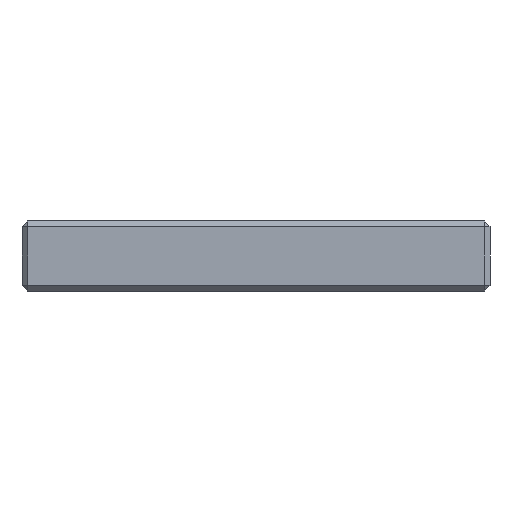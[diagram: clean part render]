
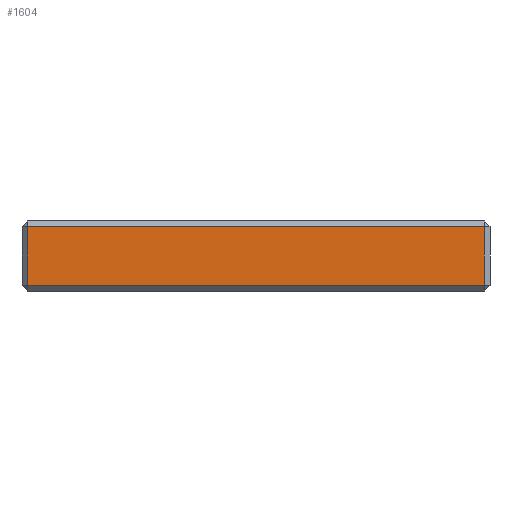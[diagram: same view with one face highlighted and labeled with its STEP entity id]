
A CAD part, front view. The second image highlights one B-rep face of the part: STEP entity #1604.
In plain terms, the highlighted planar face has unit normal (0, -1, 0).
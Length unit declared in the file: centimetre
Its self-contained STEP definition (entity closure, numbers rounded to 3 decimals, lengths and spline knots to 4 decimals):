
#361=VERTEX_POINT('',#2461);
#370=VERTEX_POINT('',#2482);
#375=VERTEX_POINT('',#2492);
#380=VERTEX_POINT('',#2504);
#538=VECTOR('',#1984,1.);
#541=VECTOR('',#1988,1.);
#546=VECTOR('',#1996,1.);
#552=VECTOR('',#2005,1.);
#586=LINE('',#2512,#538);
#589=LINE('',#2516,#541);
#594=LINE('',#2524,#546);
#600=LINE('',#2533,#552);
#634=EDGE_CURVE('',#370,#380,#586,.T.);
#637=EDGE_CURVE('',#380,#375,#589,.T.);
#642=EDGE_CURVE('',#375,#361,#594,.T.);
#648=EDGE_CURVE('',#361,#370,#600,.T.);
#928=ORIENTED_EDGE('',*,*,#634,.F.);
#929=ORIENTED_EDGE('',*,*,#648,.F.);
#930=ORIENTED_EDGE('',*,*,#642,.F.);
#931=ORIENTED_EDGE('',*,*,#637,.F.);
#1330=EDGE_LOOP('',(#928,#929,#930,#931));
#1472=FACE_BOUND('',#1330,.T.);
#1604=ADVANCED_FACE('',(#1472),#3374,.T.);
#1714=AXIS2_PLACEMENT_3D('',#2566,#2038,$);
#1984=DIRECTION('',(-1.,0.,0.));
#1988=DIRECTION('',(0.,0.,1.));
#1996=DIRECTION('',(1.,0.,0.));
#2005=DIRECTION('',(0.,0.,-1.));
#2038=DIRECTION('',(0.,-1.,0.));
#2461=CARTESIAN_POINT('',(2.4765,-3.81,0.6985));
#2482=CARTESIAN_POINT('',(2.4765,-3.81,0.0635));
#2492=CARTESIAN_POINT('',(-2.4765,-3.81,0.6985));
#2504=CARTESIAN_POINT('',(-2.4765,-3.81,0.0635));
#2512=CARTESIAN_POINT('',(0.,-3.81,0.0635));
#2516=CARTESIAN_POINT('',(-2.4765,-3.81,0.));
#2524=CARTESIAN_POINT('',(0.,-3.81,0.6985));
#2533=CARTESIAN_POINT('',(2.4765,-3.81,0.));
#2566=CARTESIAN_POINT('',(0.,-3.81,0.));
#3374=PLANE('',#1714);
